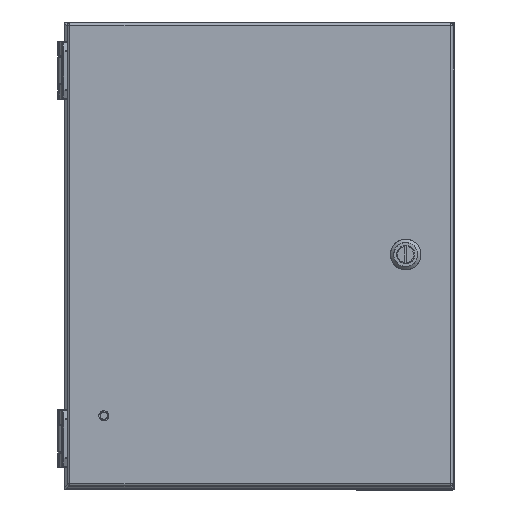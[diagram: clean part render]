
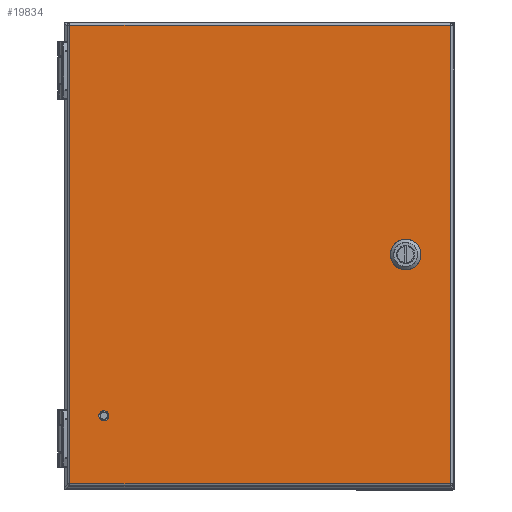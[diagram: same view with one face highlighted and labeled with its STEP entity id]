
A CAD part, top view. The second image highlights one B-rep face of the part: STEP entity #19834.
In plain terms, the highlighted planar face has unit normal (0, 0, 1).
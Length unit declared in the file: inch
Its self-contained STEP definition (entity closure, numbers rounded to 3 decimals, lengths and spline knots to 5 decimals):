
#285 = EDGE_CURVE ( 'NONE', #7720, #33810, #26039, .T. ) ;
#994 = ORIENTED_EDGE ( 'NONE', *, *, #21157, .F. ) ;
#1379 = CARTESIAN_POINT ( 'NONE',  ( 3.44392, 0.08876, 8.18453 ) ) ;
#1394 = EDGE_LOOP ( 'NONE', ( #38672, #30136, #12570, #45309 ) ) ;
#3306 = CARTESIAN_POINT ( 'NONE',  ( 3.8399, 0.30785, 8.18453 ) ) ;
#3421 = ORIENTED_EDGE ( 'NONE', *, *, #40583, .F. ) ;
#3818 = FACE_OUTER_BOUND ( 'NONE', #1394, .T. ) ;
#4001 = VERTEX_POINT ( 'NONE', #3306 ) ;
#4241 = LINE ( 'NONE', #18685, #57321 ) ;
#4347 = DIRECTION ( 'NONE',  ( 0., 0., 1. ) ) ;
#5472 = CARTESIAN_POINT ( 'NONE',  ( 3.66301, 0.30785, 8.18453 ) ) ;
#5869 = VERTEX_POINT ( 'NONE', #19110 ) ;
#5974 = EDGE_CURVE ( 'NONE', #59525, #49350, #21701, .T. ) ;
#6576 = CARTESIAN_POINT ( 'NONE',  ( 4.90945, 5.97, 8.18453 ) ) ;
#6586 = EDGE_CURVE ( 'NONE', #18821, #39927, #28776, .T. ) ;
#7286 = CARTESIAN_POINT ( 'NONE',  ( -4.9107, -5.97016, 8.18453 ) ) ;
#7311 = CARTESIAN_POINT ( 'NONE',  ( 3.66301, -0.30722, 8.18453 ) ) ;
#7720 = VERTEX_POINT ( 'NONE', #7311 ) ;
#8936 = DIRECTION ( 'NONE',  ( 0., 0., 1. ) ) ;
#9049 = PLANE ( 'NONE',  #58680 ) ;
#10228 = CARTESIAN_POINT ( 'NONE',  ( 2.57344, 1.5743, 8.18453 ) ) ;
#10991 = DIRECTION ( 'NONE',  ( 0., 0., 1. ) ) ;
#12570 = ORIENTED_EDGE ( 'NONE', *, *, #36069, .T. ) ;
#12974 = ORIENTED_EDGE ( 'NONE', *, *, #285, .F. ) ;
#13931 = DIRECTION ( 'NONE',  ( 0.707, 0.707, 0. ) ) ;
#15865 = CARTESIAN_POINT ( 'NONE',  ( 4.90945, 5.91, 8.18453 ) ) ;
#17811 = DIRECTION ( 'NONE',  ( 1., 0., 0. ) ) ;
#17949 = CARTESIAN_POINT ( 'NONE',  ( -4.9707, 5.91, 8.18453 ) ) ;
#18685 = CARTESIAN_POINT ( 'NONE',  ( 2.57344, -1.57367, 8.18453 ) ) ;
#18821 = VERTEX_POINT ( 'NONE', #1379 ) ;
#19110 = CARTESIAN_POINT ( 'NONE',  ( -4.9107, 5.91, 8.18453 ) ) ;
#19165 = VERTEX_POINT ( 'NONE', #45720 ) ;
#19439 = CARTESIAN_POINT ( 'NONE',  ( 3.75145, 0.00031, 8.18453 ) ) ;
#19834 = ADVANCED_FACE ( 'NONE', ( #58790, #64994, #3818 ), #9049, .T. ) ;
#21157 = EDGE_CURVE ( 'NONE', #4001, #39927, #59979, .T. ) ;
#21701 = LINE ( 'NONE', #6576, #22998 ) ;
#22625 = CARTESIAN_POINT ( 'NONE',  ( 3.44392, -0.08813, 8.18453 ) ) ;
#22998 = VECTOR ( 'NONE', #46706, 39.37008 ) ;
#24340 = AXIS2_PLACEMENT_3D ( 'NONE', #63568, #8936, #38915 ) ;
#24499 = ORIENTED_EDGE ( 'NONE', *, *, #39746, .T. ) ;
#24613 = DIRECTION ( 'NONE',  ( 1., 0., 0. ) ) ;
#25731 = EDGE_LOOP ( 'NONE', ( #36974 ) ) ;
#26039 = CIRCLE ( 'NONE', #48106, 0.32 ) ;
#28170 = CIRCLE ( 'NONE', #50214, 0.32 ) ;
#28776 = LINE ( 'NONE', #64937, #54596 ) ;
#29702 = LINE ( 'NONE', #50403, #64614 ) ;
#29845 = EDGE_CURVE ( 'NONE', #45230, #59525, #48097, .T. ) ;
#30136 = ORIENTED_EDGE ( 'NONE', *, *, #35385, .T. ) ;
#30382 = EDGE_CURVE ( 'NONE', #61991, #33810, #4241, .T. ) ;
#31076 = CARTESIAN_POINT ( 'NONE',  ( 0.99945, 0.00031, 8.18453 ) ) ;
#31201 = VECTOR ( 'NONE', #51910, 39.37008 ) ;
#32317 = DIRECTION ( 'NONE',  ( 0., -1., 0. ) ) ;
#33091 = ORIENTED_EDGE ( 'NONE', *, *, #53499, .T. ) ;
#33329 = EDGE_CURVE ( 'NONE', #61991, #19165, #49026, .T. ) ;
#33810 = VERTEX_POINT ( 'NONE', #56552 ) ;
#33948 = CARTESIAN_POINT ( 'NONE',  ( -3.93765, -4.16016, 8.18453 ) ) ;
#33969 = VECTOR ( 'NONE', #32317, 39.37008 ) ;
#34274 = VERTEX_POINT ( 'NONE', #33948 ) ;
#34662 = ORIENTED_EDGE ( 'NONE', *, *, #30382, .T. ) ;
#35042 = ORIENTED_EDGE ( 'NONE', *, *, #33329, .F. ) ;
#35369 = DIRECTION ( 'NONE',  ( 1., 0., 0. ) ) ;
#35385 = EDGE_CURVE ( 'NONE', #49350, #5869, #52537, .T. ) ;
#36069 = EDGE_CURVE ( 'NONE', #5869, #45230, #37231, .T. ) ;
#36974 = ORIENTED_EDGE ( 'NONE', *, *, #59152, .F. ) ;
#37119 = DIRECTION ( 'NONE',  ( 0., 0., 1. ) ) ;
#37231 = LINE ( 'NONE', #7286, #33969 ) ;
#37789 = EDGE_LOOP ( 'NONE', ( #3421, #55496, #994, #24499, #35042, #34662, #12974, #33091 ) ) ;
#38324 = CARTESIAN_POINT ( 'NONE',  ( 4.90945, -5.91016, 8.18453 ) ) ;
#38672 = ORIENTED_EDGE ( 'NONE', *, *, #5974, .T. ) ;
#38915 = DIRECTION ( 'NONE',  ( 1., 0., 0. ) ) ;
#39011 = VERTEX_POINT ( 'NONE', #22625 ) ;
#39433 = CARTESIAN_POINT ( 'NONE',  ( 3.75145, 0.00031, 8.18453 ) ) ;
#39746 = EDGE_CURVE ( 'NONE', #4001, #19165, #42637, .T. ) ;
#39927 = VERTEX_POINT ( 'NONE', #5472 ) ;
#40583 = EDGE_CURVE ( 'NONE', #18821, #39011, #28170, .T. ) ;
#42637 = LINE ( 'NONE', #10228, #31201 ) ;
#45120 = DIRECTION ( 'NONE',  ( 1., 0., 0. ) ) ;
#45230 = VERTEX_POINT ( 'NONE', #50647 ) ;
#45309 = ORIENTED_EDGE ( 'NONE', *, *, #29845, .T. ) ;
#45720 = CARTESIAN_POINT ( 'NONE',  ( 4.05899, 0.08876, 8.18453 ) ) ;
#46706 = DIRECTION ( 'NONE',  ( 0., 1., 0. ) ) ;
#47270 = AXIS2_PLACEMENT_3D ( 'NONE', #61188, #37119, #61834 ) ;
#48097 = LINE ( 'NONE', #62930, #63504 ) ;
#48106 = AXIS2_PLACEMENT_3D ( 'NONE', #39433, #60195, #24613 ) ;
#48633 = DIRECTION ( 'NONE',  ( -0.707, -0.707, 0. ) ) ;
#49026 = CIRCLE ( 'NONE', #56411, 0.32 ) ;
#49314 = VECTOR ( 'NONE', #58136, 39.37008 ) ;
#49350 = VERTEX_POINT ( 'NONE', #15865 ) ;
#50047 = DIRECTION ( 'NONE',  ( 1., 0., 0. ) ) ;
#50214 = AXIS2_PLACEMENT_3D ( 'NONE', #19439, #4347, #45120 ) ;
#50403 = CARTESIAN_POINT ( 'NONE',  ( 2.17746, 1.17833, 8.18453 ) ) ;
#50647 = CARTESIAN_POINT ( 'NONE',  ( -4.9107, -5.91016, 8.18453 ) ) ;
#51910 = DIRECTION ( 'NONE',  ( 0.707, -0.707, 0. ) ) ;
#52537 = LINE ( 'NONE', #17949, #49314 ) ;
#53499 = EDGE_CURVE ( 'NONE', #7720, #39011, #29702, .T. ) ;
#54596 = VECTOR ( 'NONE', #13931, 39.37008 ) ;
#54719 = DIRECTION ( 'NONE',  ( -0.707, 0.707, 0. ) ) ;
#55353 = DIRECTION ( 'NONE',  ( 0., 0., 1. ) ) ;
#55496 = ORIENTED_EDGE ( 'NONE', *, *, #6586, .T. ) ;
#56411 = AXIS2_PLACEMENT_3D ( 'NONE', #64246, #55353, #50047 ) ;
#56552 = CARTESIAN_POINT ( 'NONE',  ( 3.8399, -0.30722, 8.18453 ) ) ;
#57321 = VECTOR ( 'NONE', #48633, 39.37008 ) ;
#58136 = DIRECTION ( 'NONE',  ( -1., 0., 0. ) ) ;
#58680 = AXIS2_PLACEMENT_3D ( 'NONE', #31076, #10991, #35369 ) ;
#58790 = FACE_BOUND ( 'NONE', #37789, .T. ) ;
#59152 = EDGE_CURVE ( 'NONE', #34274, #34274, #63234, .T. ) ;
#59525 = VERTEX_POINT ( 'NONE', #38324 ) ;
#59979 = CIRCLE ( 'NONE', #47270, 0.32 ) ;
#60195 = DIRECTION ( 'NONE',  ( 0., 0., 1. ) ) ;
#61188 = CARTESIAN_POINT ( 'NONE',  ( 3.75145, 0.00031, 8.18453 ) ) ;
#61834 = DIRECTION ( 'NONE',  ( 1., 0., 0. ) ) ;
#61991 = VERTEX_POINT ( 'NONE', #62804 ) ;
#62804 = CARTESIAN_POINT ( 'NONE',  ( 4.05899, -0.08813, 8.18453 ) ) ;
#62930 = CARTESIAN_POINT ( 'NONE',  ( 4.96945, -5.91016, 8.18453 ) ) ;
#63234 = CIRCLE ( 'NONE', #24340, 0.09805 ) ;
#63504 = VECTOR ( 'NONE', #17811, 39.37008 ) ;
#63568 = CARTESIAN_POINT ( 'NONE',  ( -4.0357, -4.16016, 8.18453 ) ) ;
#64246 = CARTESIAN_POINT ( 'NONE',  ( 3.75145, 0.00031, 8.18453 ) ) ;
#64614 = VECTOR ( 'NONE', #54719, 39.37008 ) ;
#64937 = CARTESIAN_POINT ( 'NONE',  ( 2.17746, -1.1777, 8.18453 ) ) ;
#64994 = FACE_BOUND ( 'NONE', #25731, .T. ) ;
